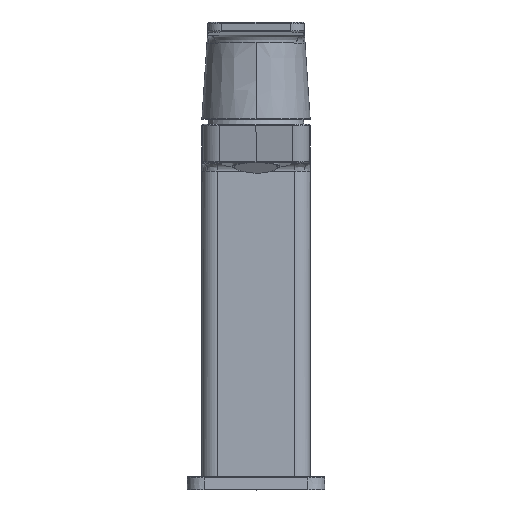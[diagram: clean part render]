
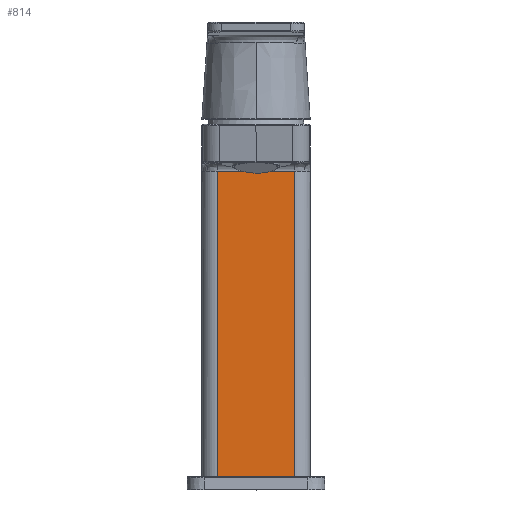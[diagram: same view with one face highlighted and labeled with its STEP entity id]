
A CAD part, top view. The second image highlights one B-rep face of the part: STEP entity #814.
In plain terms, the highlighted planar face has unit normal (0, 0, 1).
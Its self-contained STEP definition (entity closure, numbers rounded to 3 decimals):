
#85 = EDGE_LOOP ( 'NONE', ( #5429, #2567, #8150, #4304 ) ) ;
#356 = EDGE_CURVE ( 'NONE', #1596, #526, #1585, .T. ) ;
#526 = VERTEX_POINT ( 'NONE', #1350 ) ;
#657 = LINE ( 'NONE', #776, #5073 ) ;
#755 = PLANE ( 'NONE',  #8507 ) ;
#776 = CARTESIAN_POINT ( 'NONE',  ( -14.941, 0., 21. ) ) ;
#814 = ADVANCED_FACE ( 'NONE', ( #7551 ), #755, .F. ) ;
#1142 = VERTEX_POINT ( 'NONE', #5270 ) ;
#1273 = VERTEX_POINT ( 'NONE', #6778 ) ;
#1350 = CARTESIAN_POINT ( 'NONE',  ( -14.941, 0., 21. ) ) ;
#1480 = CARTESIAN_POINT ( 'NONE',  ( -23., 0., 21. ) ) ;
#1585 = LINE ( 'NONE', #2531, #3493 ) ;
#1596 = VERTEX_POINT ( 'NONE', #3262 ) ;
#2531 = CARTESIAN_POINT ( 'NONE',  ( -9.189, 0., 21. ) ) ;
#2567 = ORIENTED_EDGE ( 'NONE', *, *, #2586, .F. ) ;
#2586 = EDGE_CURVE ( 'NONE', #1273, #1142, #6206, .T. ) ;
#2667 = DIRECTION ( 'NONE',  ( 1., 0., 0. ) ) ;
#2910 = DIRECTION ( 'NONE',  ( 0., 1., 0. ) ) ;
#2957 = EDGE_CURVE ( 'NONE', #526, #1273, #657, .T. ) ;
#3212 = DIRECTION ( 'NONE',  ( -1., 0., 0. ) ) ;
#3262 = CARTESIAN_POINT ( 'NONE',  ( 14.941, 0., 21. ) ) ;
#3493 = VECTOR ( 'NONE', #3212, 1000. ) ;
#3676 = EDGE_CURVE ( 'NONE', #1142, #1596, #8865, .T. ) ;
#4122 = DIRECTION ( 'NONE',  ( 0., -1., 0. ) ) ;
#4146 = CARTESIAN_POINT ( 'NONE',  ( -23., 118., 21. ) ) ;
#4304 = ORIENTED_EDGE ( 'NONE', *, *, #356, .F. ) ;
#4944 = VECTOR ( 'NONE', #4122, 1000. ) ;
#5073 = VECTOR ( 'NONE', #2910, 1000. ) ;
#5270 = CARTESIAN_POINT ( 'NONE',  ( 14.941, 118., 21. ) ) ;
#5429 = ORIENTED_EDGE ( 'NONE', *, *, #3676, .F. ) ;
#6092 = VECTOR ( 'NONE', #2667, 1000. ) ;
#6206 = LINE ( 'NONE', #4146, #6092 ) ;
#6527 = DIRECTION ( 'NONE',  ( 0., 0., -1. ) ) ;
#6778 = CARTESIAN_POINT ( 'NONE',  ( -14.941, 118., 21. ) ) ;
#7551 = FACE_OUTER_BOUND ( 'NONE', #85, .T. ) ;
#7888 = DIRECTION ( 'NONE',  ( 0., 1., 0. ) ) ;
#8150 = ORIENTED_EDGE ( 'NONE', *, *, #2957, .F. ) ;
#8424 = CARTESIAN_POINT ( 'NONE',  ( 14.941, 0., 21. ) ) ;
#8507 = AXIS2_PLACEMENT_3D ( 'NONE', #1480, #6527, #7888 ) ;
#8865 = LINE ( 'NONE', #8424, #4944 ) ;
